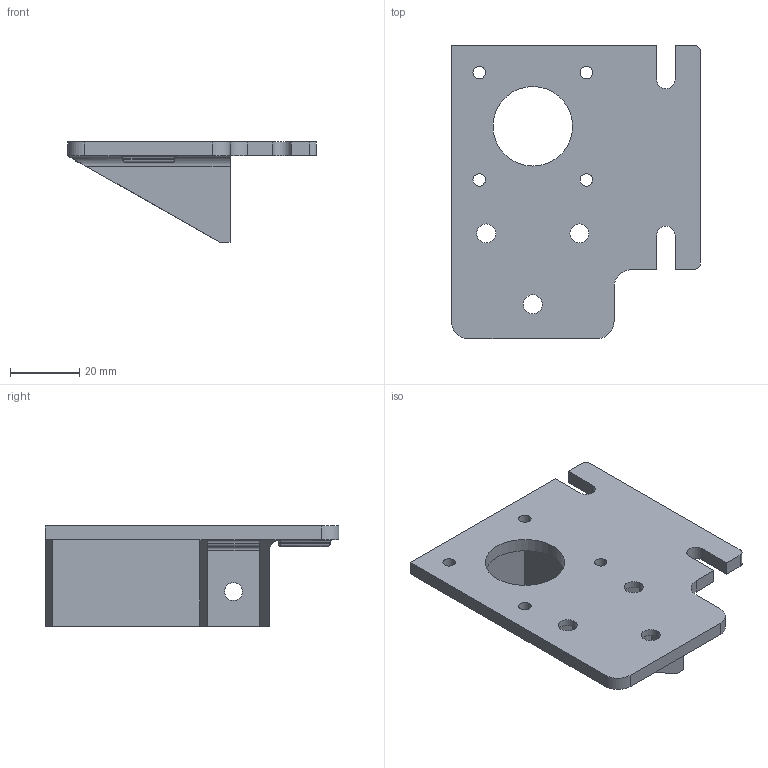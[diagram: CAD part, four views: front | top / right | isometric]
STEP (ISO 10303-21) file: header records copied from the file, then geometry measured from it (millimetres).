
FILE_DESCRIPTION(/* description */ ('STEP AP214'),/* implementation_level */ '2;1');
FILE_NAME(/* name */ '60454a5c6222dc1581ee612e',/* time_stamp */ '2021-03-07T21:49:17+00:00',/* author */ (''),/* organization */ (''),/* preprocessor_version */ 'ST-DEVELOPER v18.1',/* originating_system */ ' ',/* authorisation */ ' ');
FILE_SCHEMA (('AUTOMOTIVE_DESIGN {1 0 10303 214 3 1 1}'));
Length unit declared in the file: metre
Products named in the file (1): Z_stepper_mount
Bounding box: 72 x 85 x 29 mm (x, y, z)
Volume: 29020.1 mm3; surface area: 18757.7 mm2
Topology: 1 solids, 1 shells, 101 faces, 264 edges, 166 vertices
Faces by surface type: plane 61, cylinder 34, torus 4, bspline 2
Full cylindrical faces by diameter (mm): 3.6 x4, 5.2 x1, 5.5 x3, 23 x1
Entity records: 3112 total; most frequent: CARTESIAN_POINT 577, DIRECTION 518, ORIENTED_EDGE 504, EDGE_CURVE 252, LINE 178, VECTOR 178, AXIS2_PLACEMENT_3D 170, VERTEX_POINT 165
